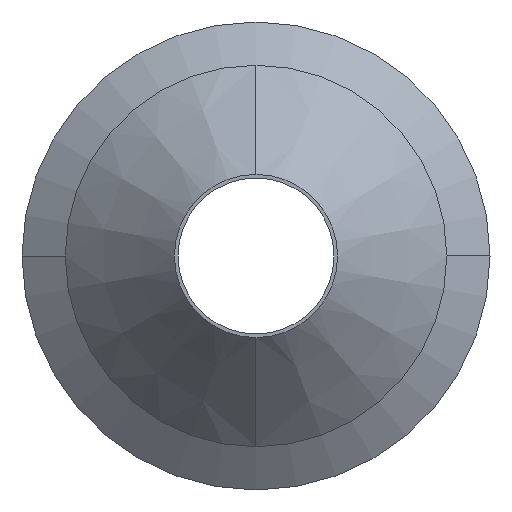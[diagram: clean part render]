
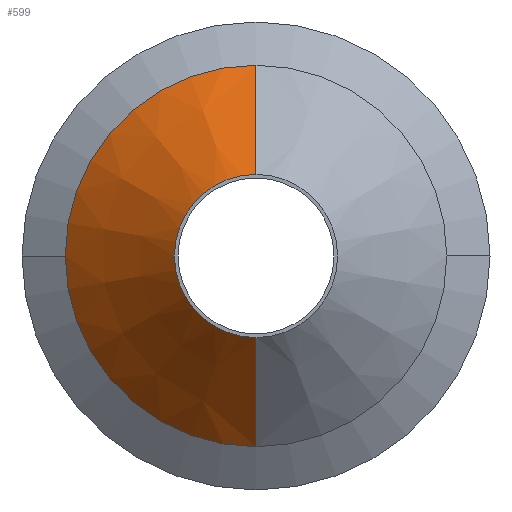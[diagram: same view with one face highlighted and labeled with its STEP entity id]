
A CAD part, left-side view. The second image highlights one B-rep face of the part: STEP entity #599.
In plain terms, the highlighted conical face has half-angle 45 degrees and reference radius 1.046 mm.
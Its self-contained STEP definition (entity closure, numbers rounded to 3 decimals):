
#38 = ORIENTED_EDGE ( 'NONE', *, *, #2147, .F. ) ;
#43 = CARTESIAN_POINT ( 'NONE',  ( 7.55, 0., 2.445 ) ) ;
#243 = EDGE_CURVE ( 'NONE', #1110, #2372, #1383, .T. ) ;
#316 = DIRECTION ( 'NONE',  ( 1., 0., 0. ) ) ;
#445 = VERTEX_POINT ( 'NONE', #43 ) ;
#599 = ADVANCED_FACE ( 'NONE', ( #2361 ), #2293, .T. ) ;
#663 = AXIS2_PLACEMENT_3D ( 'NONE', #1750, #316, #1989 ) ;
#877 = AXIS2_PLACEMENT_3D ( 'NONE', #2546, #1148, #1360 ) ;
#1084 = LINE ( 'NONE', #1171, #1719 ) ;
#1095 = EDGE_LOOP ( 'NONE', ( #1548, #1441, #1389, #38 ) ) ;
#1110 = VERTEX_POINT ( 'NONE', #2223 ) ;
#1148 = DIRECTION ( 'NONE',  ( -1., 0., 0. ) ) ;
#1171 = CARTESIAN_POINT ( 'NONE',  ( 6.15, 0., -1.046 ) ) ;
#1326 = DIRECTION ( 'NONE',  ( 0.707, 0., 0.707 ) ) ;
#1360 = DIRECTION ( 'NONE',  ( 0., 0., 1. ) ) ;
#1383 = CIRCLE ( 'NONE', #877, 1.046 ) ;
#1389 = ORIENTED_EDGE ( 'NONE', *, *, #2397, .F. ) ;
#1403 = EDGE_CURVE ( 'NONE', #1110, #445, #2437, .T. ) ;
#1441 = ORIENTED_EDGE ( 'NONE', *, *, #1403, .T. ) ;
#1536 = DIRECTION ( 'NONE',  ( 0., 0., -1. ) ) ;
#1548 = ORIENTED_EDGE ( 'NONE', *, *, #243, .F. ) ;
#1644 = DIRECTION ( 'NONE',  ( 0.707, 0., -0.707 ) ) ;
#1680 = CIRCLE ( 'NONE', #663, 2.445 ) ;
#1719 = VECTOR ( 'NONE', #1644, 1000. ) ;
#1750 = CARTESIAN_POINT ( 'NONE',  ( 7.55, 0., 0. ) ) ;
#1755 = VECTOR ( 'NONE', #1326, 1000. ) ;
#1989 = DIRECTION ( 'NONE',  ( 0., 0., 1. ) ) ;
#2057 = CARTESIAN_POINT ( 'NONE',  ( 6.15, 0., 1.046 ) ) ;
#2147 = EDGE_CURVE ( 'NONE', #2372, #2481, #1084, .T. ) ;
#2223 = CARTESIAN_POINT ( 'NONE',  ( 6.15, 0., 1.046 ) ) ;
#2293 = CONICAL_SURFACE ( 'NONE', #2705, 1.046, 0.785 ) ;
#2361 = FACE_OUTER_BOUND ( 'NONE', #1095, .T. ) ;
#2372 = VERTEX_POINT ( 'NONE', #2661 ) ;
#2397 = EDGE_CURVE ( 'NONE', #2481, #445, #1680, .T. ) ;
#2437 = LINE ( 'NONE', #2057, #1755 ) ;
#2481 = VERTEX_POINT ( 'NONE', #2947 ) ;
#2546 = CARTESIAN_POINT ( 'NONE',  ( 6.15, 0., 0. ) ) ;
#2661 = CARTESIAN_POINT ( 'NONE',  ( 6.15, 0., -1.046 ) ) ;
#2696 = DIRECTION ( 'NONE',  ( 1., 0., 0. ) ) ;
#2705 = AXIS2_PLACEMENT_3D ( 'NONE', #2928, #2696, #1536 ) ;
#2928 = CARTESIAN_POINT ( 'NONE',  ( 6.15, 0., 0. ) ) ;
#2947 = CARTESIAN_POINT ( 'NONE',  ( 7.55, 0., -2.445 ) ) ;
